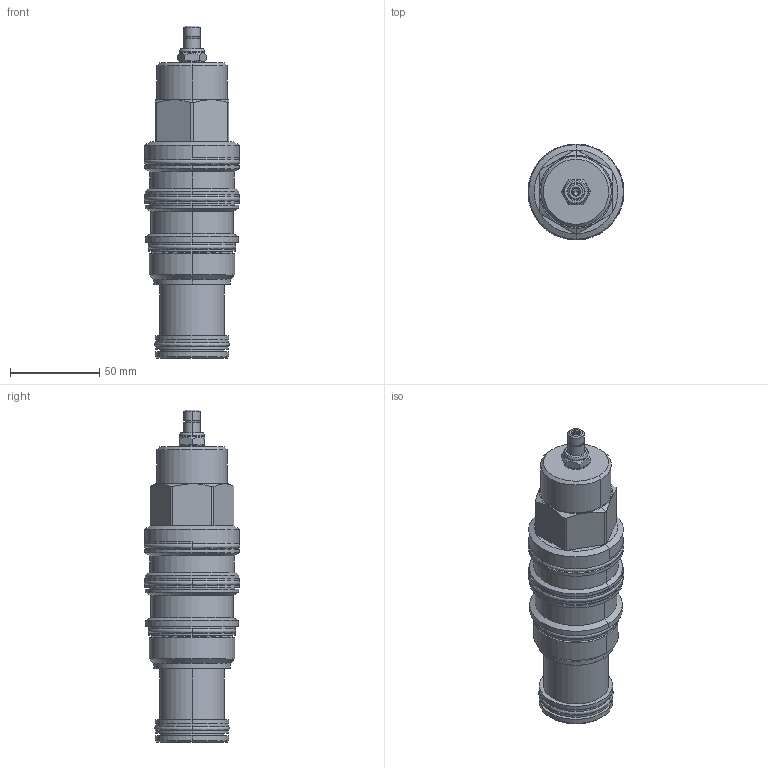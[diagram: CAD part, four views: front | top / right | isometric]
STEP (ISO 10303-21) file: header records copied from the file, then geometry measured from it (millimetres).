
FILE_DESCRIPTION((''),'2;1');
FILE_NAME('PVJB-LAN_PRT','2013-12-16T',('Administrator'),(''),'PRO/ENGINEER BY PARAMETRIC TECHNOLOGY CORPORATION, 2006240','PRO/ENGINEER BY PARAMETRIC TECHNOLOGY CORPORATION, 2006240','');
FILE_SCHEMA(('CONFIG_CONTROL_DESIGN'));
Length unit declared in the file: inch
Products named in the file (1): PVJB-LAN_PRT
Bounding box: 53.84 x 53.84 x 186.32 mm (x, y, z)
Volume: 257855.3 mm3; surface area: 40190.1 mm2
Topology: 7 solids, 7 shells, 229 faces, 502 edges, 299 vertices
Faces by surface type: cylinder 81, plane 65, cone 38, torus 29, revolution 16
Entity records: 8278 total; most frequent: CARTESIAN_POINT 3122, DIRECTION 1146, ORIENTED_EDGE 1000, EDGE_CURVE 500, AXIS2_PLACEMENT_3D 479, VERTEX_POINT 299, CIRCLE 266, EDGE_LOOP 255
